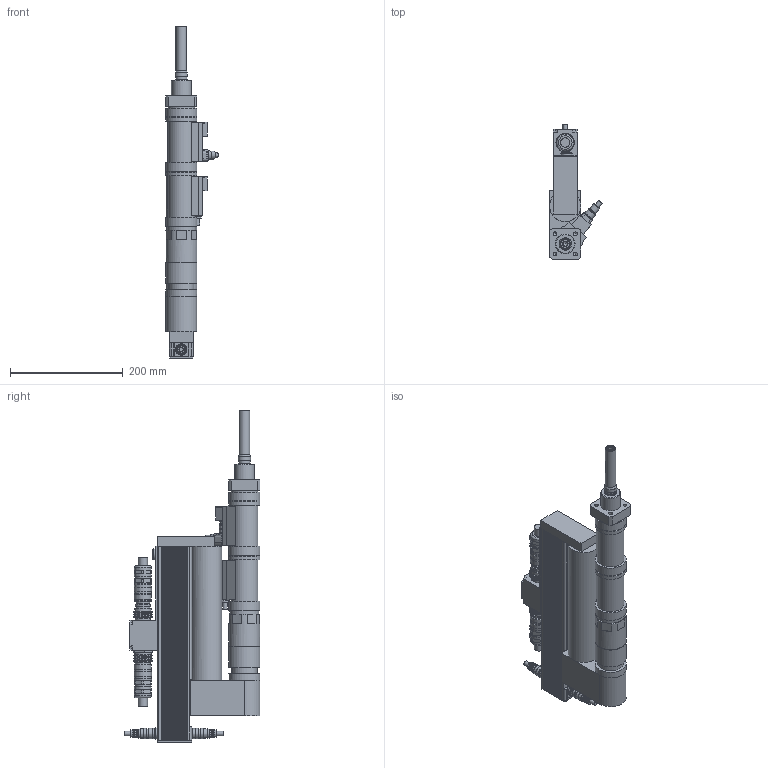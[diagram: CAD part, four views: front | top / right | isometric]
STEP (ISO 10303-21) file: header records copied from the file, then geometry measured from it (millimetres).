
FILE_DESCRIPTION((''),'2;1');
FILE_NAME('947520A3.stp','2011-03-25T14:21:59',('e4c32'),(''),'Autodesk Inventor 11','Autodesk Inventor 11','');
FILE_SCHEMA(('AUTOMOTIVE_DESIGN { 1 0 10303 214 1 1 1 1 }'));
Length unit declared in the file: millimetre
Products named in the file (8): 2K1B-2ZB; 2ZB_IPT_001.ipt_Gerader Abtrieb; 2KXB_IPT_001; 1BUTS-XA_IPT_001.ipt_Motor und Getriebe; 961089-002_IPT_001; 961089-002_IPT_002.ipt_Stecker gerade; 961104-005_IPT_002.ipt_Stecker gerade; 961104-005_IPT_001.ipt_Stecker gerade
Assembly tree (10 placements, depth 2):
  2K1B-2ZB
    2ZB_IPT_001.ipt_Gerader Abtrieb
    2KXB_IPT_001  x2
    1BUTS-XA_IPT_001.ipt_Motor und Getriebe
    961089-002_IPT_001
    961089-002_IPT_002.ipt_Stecker gerade  x3
    961104-005_IPT_002.ipt_Stecker gerade
    961104-005_IPT_001.ipt_Stecker gerade
Bounding box: 93.04 x 240.44 x 587.8 mm (x, y, z)
Volume: 3112298.9 mm3; surface area: 336019.1 mm2
Topology: 10 solids, 12 shells, 1254 faces, 3069 edges, 1925 vertices
Faces by surface type: plane 806, cylinder 274, bspline 108, cone 42, torus 24
Full cylindrical faces by diameter (mm): 8 x4, 13.4 x3, 14 x16, 14.2 x3, 16 x11, 16.5 x3, 17 x3, 17.587 x6, 18 x9, 18.7 x7, 19.5 x3, 20 x8, 22 x3, 22.5 x1, 24 x1, 25.5 x1, 26.4 x1, 27 x1, 27.047 x1, 28 x3, 28.5 x1, 29.5 x3, 29.8 x4, 30 x4, 30.4 x2, 30.5 x3, 30.609 x1, 30.8 x4, 34.9 x1, 40 x1
Entity records: 33811 total; most frequent: CARTESIAN_POINT 8411, ORIENTED_EDGE 5362, DIRECTION 4875, EDGE_CURVE 2681, VERTEX_POINT 1764, VECTOR 1677, LINE 1677, AXIS2_PLACEMENT_3D 1599
